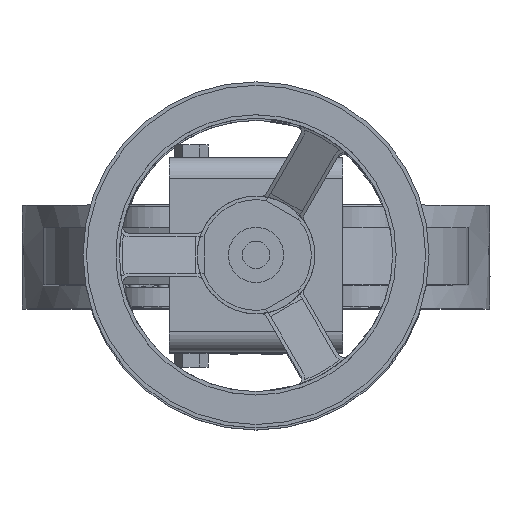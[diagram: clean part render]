
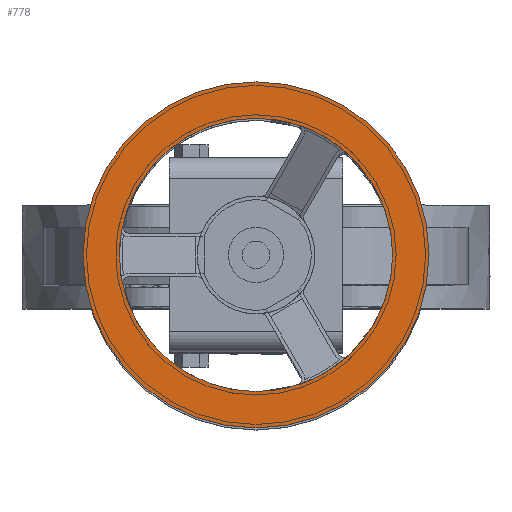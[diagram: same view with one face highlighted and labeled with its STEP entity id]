
A CAD part, top view. The second image highlights one B-rep face of the part: STEP entity #778.
In plain terms, the highlighted planar face has unit normal (0, 0, 1).
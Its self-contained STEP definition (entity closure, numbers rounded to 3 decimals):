
#778 = ADVANCED_FACE( '', ( #2180, #2181 ), #2182, .T. );
#2180 = FACE_BOUND( '', #4491, .T. );
#2181 = FACE_OUTER_BOUND( '', #4492, .T. );
#2182 = PLANE( '', #4493 );
#4491 = EDGE_LOOP( '', ( #7865 ) );
#4492 = EDGE_LOOP( '', ( #7866 ) );
#4493 = AXIS2_PLACEMENT_3D( '', #7867, #7868, #7869 );
#7865 = ORIENTED_EDGE( '', *, *, #15676, .T. );
#7866 = ORIENTED_EDGE( '', *, *, #15677, .F. );
#7867 = CARTESIAN_POINT( '', ( -100., 0., 50. ) );
#7868 = DIRECTION( '', ( 0., 0., 1. ) );
#7869 = DIRECTION( '', ( 1., 0., 0. ) );
#15676 = EDGE_CURVE( '', #18112, #18112, #18113, .T. );
#15677 = EDGE_CURVE( '', #18114, #18114, #18115, .T. );
#18112 = VERTEX_POINT( '', #22150 );
#18113 = CIRCLE( '', #22151, 79. );
#18114 = VERTEX_POINT( '', #22152 );
#18115 = CIRCLE( '', #22153, 100. );
#22150 = CARTESIAN_POINT( '', ( -79., 0., 50. ) );
#22151 = AXIS2_PLACEMENT_3D( '', #32175, #32176, #32177 );
#22152 = CARTESIAN_POINT( '', ( -100., 0., 50. ) );
#22153 = AXIS2_PLACEMENT_3D( '', #32178, #32179, #32180 );
#32175 = CARTESIAN_POINT( '', ( 0., 0., 50. ) );
#32176 = DIRECTION( '', ( 0., 0., -1. ) );
#32177 = DIRECTION( '', ( -1., 0., 0. ) );
#32178 = CARTESIAN_POINT( '', ( 0., 0., 50. ) );
#32179 = DIRECTION( '', ( 0., 0., -1. ) );
#32180 = DIRECTION( '', ( -1., 0., 0. ) );
